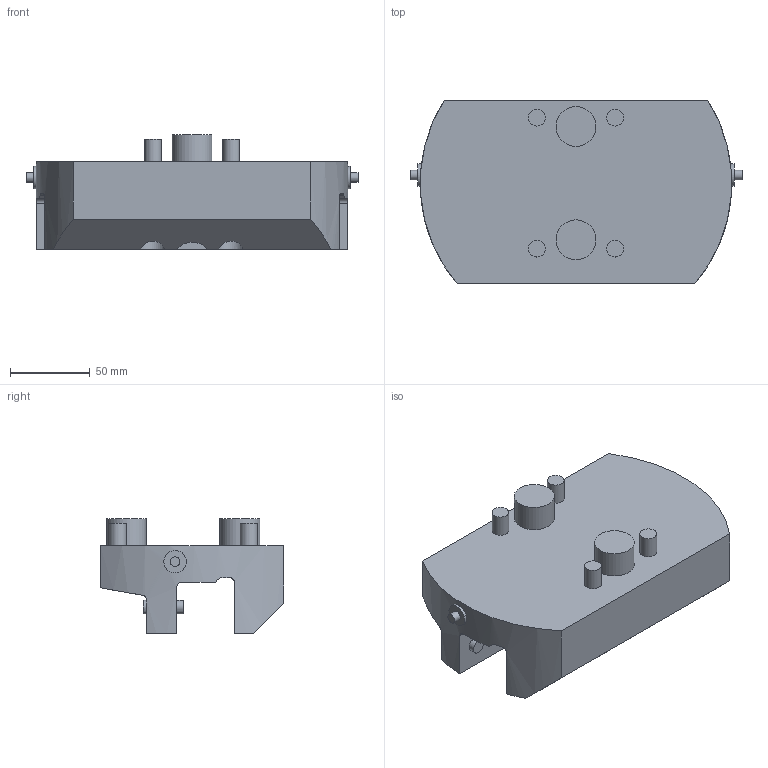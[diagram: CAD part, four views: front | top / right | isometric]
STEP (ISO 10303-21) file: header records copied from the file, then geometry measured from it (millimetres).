
FILE_DESCRIPTION(/* description */ (''),/* implementation_level */ '2;1');
FILE_NAME(/* name */ '1591615132462.stp',/* time_stamp */ '2020-06-08T16:49:42+05:00',/* author */ (''),/* organization */ ('SMS'),/* preprocessor_version */ 'ST-DEVELOPER v16.7',/* originating_system */ 'SIEMENS PLM Software NX 12.0',/* authorisation */ '');
FILE_SCHEMA (('AUTOMOTIVE_DESIGN { 1 0 10303 214 3 1 1 1 }'));
Length unit declared in the file: millimetre
Products named in the file (1): 202124503mod000_01
Bounding box: 207.86 x 115 x 72 mm (x, y, z)
Volume: 748904.6 mm3; surface area: 91901.2 mm2
Topology: 1 solids, 1 shells, 102 faces, 226 edges, 155 vertices
Faces by surface type: plane 49, cylinder 41, cone 6, bspline 6
Full cylindrical faces by diameter (mm): 6 x2, 8.5 x12, 10.5 x8, 14 x2, 16.5 x4, 25 x4
Entity records: 2905 total; most frequent: CARTESIAN_POINT 790, DIRECTION 432, ORIENTED_EDGE 358, AXIS2_PLACEMENT_3D 193, EDGE_CURVE 179, EDGE_LOOP 156, VERTEX_POINT 133, ADVANCED_FACE 102
